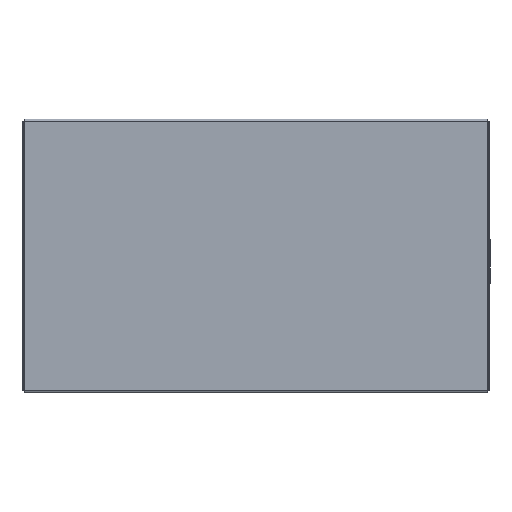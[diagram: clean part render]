
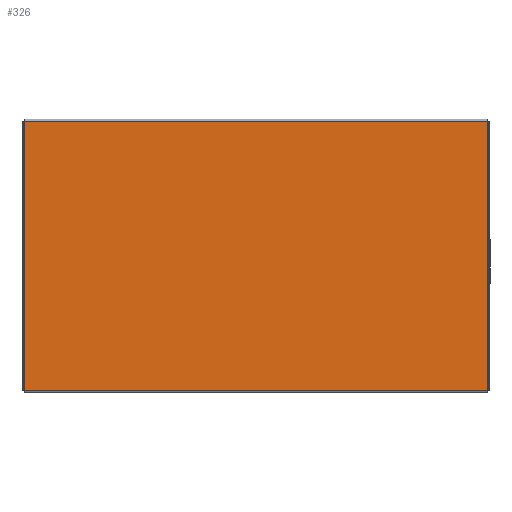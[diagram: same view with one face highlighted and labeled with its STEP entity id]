
A CAD part, top view. The second image highlights one B-rep face of the part: STEP entity #326.
In plain terms, the highlighted planar face has unit normal (0, 0, 1).
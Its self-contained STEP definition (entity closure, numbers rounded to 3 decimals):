
#125 = LINE ( 'NONE', #812, #1075 ) ;
#193 = EDGE_CURVE ( 'NONE', #240, #2136, #1305, .T. ) ;
#240 = VERTEX_POINT ( 'NONE', #1931 ) ;
#319 = EDGE_CURVE ( 'NONE', #2150, #240, #125, .T. ) ;
#326 = ADVANCED_FACE ( 'NONE', ( #1351 ), #1650, .T. ) ;
#497 = ORIENTED_EDGE ( 'NONE', *, *, #319, .T. ) ;
#508 = AXIS2_PLACEMENT_3D ( 'NONE', #1819, #1968, #818 ) ;
#547 = ORIENTED_EDGE ( 'NONE', *, *, #1778, .T. ) ;
#590 = LINE ( 'NONE', #644, #669 ) ;
#644 = CARTESIAN_POINT ( 'NONE',  ( 250.5, 145.5, 0. ) ) ;
#669 = VECTOR ( 'NONE', #1942, 1000. ) ;
#775 = LINE ( 'NONE', #1331, #1043 ) ;
#812 = CARTESIAN_POINT ( 'NONE',  ( -250.5, -145.5, 0. ) ) ;
#818 = DIRECTION ( 'NONE',  ( 1., 0., 0. ) ) ;
#895 = VERTEX_POINT ( 'NONE', #1142 ) ;
#1001 = DIRECTION ( 'NONE',  ( 0., 1., 0. ) ) ;
#1043 = VECTOR ( 'NONE', #1001, 1000. ) ;
#1075 = VECTOR ( 'NONE', #1827, 1000. ) ;
#1079 = CARTESIAN_POINT ( 'NONE',  ( 250.5, -145.5, 0. ) ) ;
#1142 = CARTESIAN_POINT ( 'NONE',  ( 250.5, 145.5, 0. ) ) ;
#1305 = LINE ( 'NONE', #1079, #2122 ) ;
#1331 = CARTESIAN_POINT ( 'NONE',  ( 250.5, -145.5, 0. ) ) ;
#1351 = FACE_OUTER_BOUND ( 'NONE', #2071, .T. ) ;
#1650 = PLANE ( 'NONE',  #508 ) ;
#1681 = EDGE_CURVE ( 'NONE', #895, #2150, #590, .T. ) ;
#1704 = ORIENTED_EDGE ( 'NONE', *, *, #193, .T. ) ;
#1761 = CARTESIAN_POINT ( 'NONE',  ( 250.5, -145.5, 0. ) ) ;
#1778 = EDGE_CURVE ( 'NONE', #2136, #895, #775, .T. ) ;
#1819 = CARTESIAN_POINT ( 'NONE',  ( 0., 0., 0. ) ) ;
#1827 = DIRECTION ( 'NONE',  ( 0., -1., 0. ) ) ;
#1931 = CARTESIAN_POINT ( 'NONE',  ( -250.5, -145.5, 0. ) ) ;
#1935 = CARTESIAN_POINT ( 'NONE',  ( -250.5, 145.5, 0. ) ) ;
#1942 = DIRECTION ( 'NONE',  ( -1., 0., 0. ) ) ;
#1958 = ORIENTED_EDGE ( 'NONE', *, *, #1681, .T. ) ;
#1968 = DIRECTION ( 'NONE',  ( 0., 0., 1. ) ) ;
#2071 = EDGE_LOOP ( 'NONE', ( #497, #1704, #547, #1958 ) ) ;
#2072 = DIRECTION ( 'NONE',  ( 1., 0., 0. ) ) ;
#2122 = VECTOR ( 'NONE', #2072, 1000. ) ;
#2136 = VERTEX_POINT ( 'NONE', #1761 ) ;
#2150 = VERTEX_POINT ( 'NONE', #1935 ) ;
